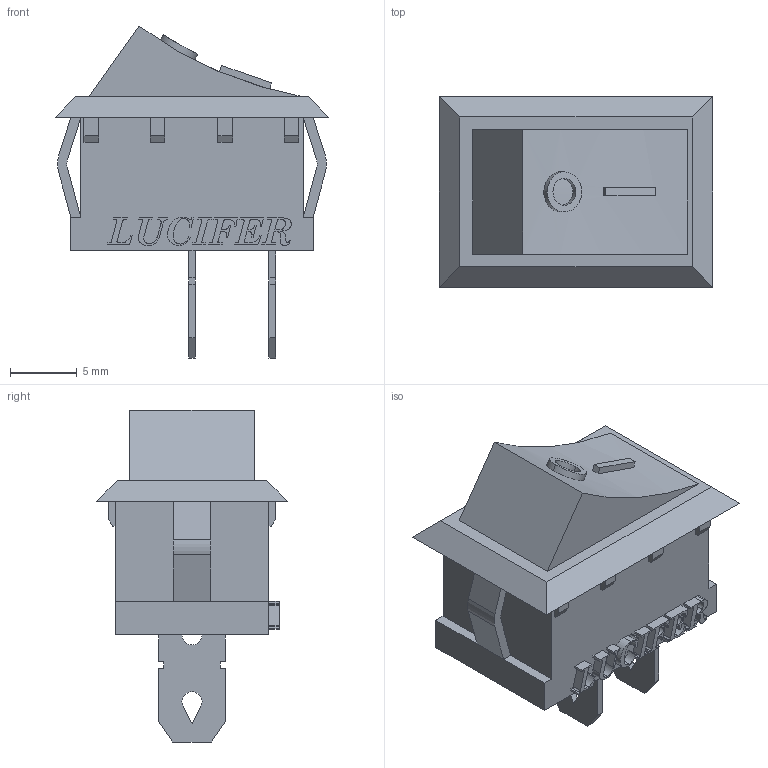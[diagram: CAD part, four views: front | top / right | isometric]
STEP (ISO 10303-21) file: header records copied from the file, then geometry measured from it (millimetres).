
FILE_DESCRIPTION (( 'STEP AP203' ), '1' );
FILE_NAME ('Switch.STEP', '2023-05-13T05:41:48', ( '' ), ( '' ), 'SwSTEP 2.0', 'SolidWorks 2021', '' );
FILE_SCHEMA (( 'CONFIG_CONTROL_DESIGN' ));
Length unit declared in the file: millimetre
Products named in the file (1): Switch
Bounding box: 20.4 x 14.2 x 24.8 mm (x, y, z)
Volume: 2728.4 mm3; surface area: 1680.4 mm2
Topology: 1 solids, 1 shells, 312 faces, 891 edges, 590 vertices
Faces by surface type: plane 212, bspline 86, cylinder 14
Entity records: 13506 total; most frequent: CARTESIAN_POINT 5872, ORIENTED_EDGE 1782, DIRECTION 1179, EDGE_CURVE 891, LINE 681, VECTOR 681, VERTEX_POINT 590, EDGE_LOOP 333
